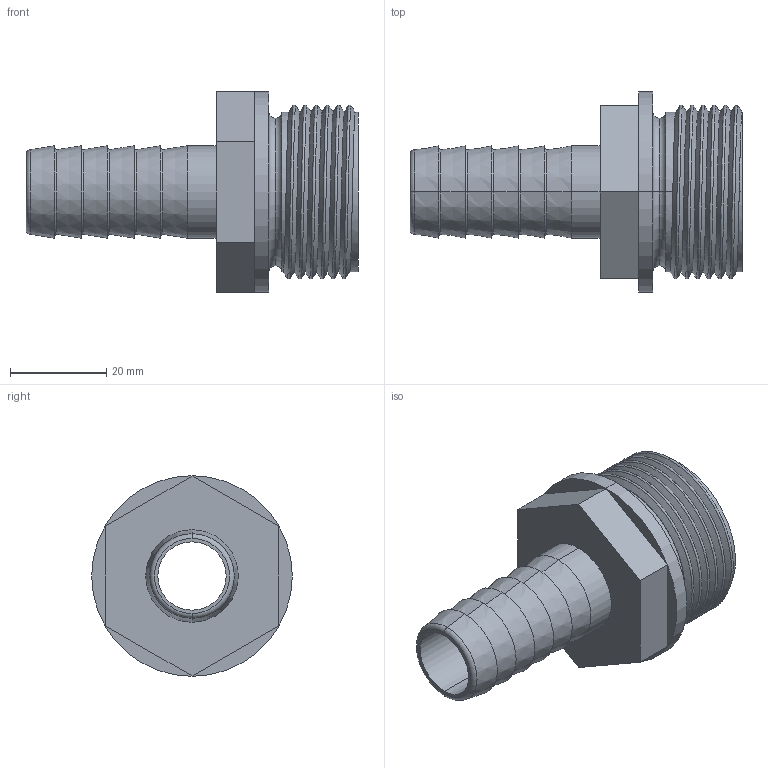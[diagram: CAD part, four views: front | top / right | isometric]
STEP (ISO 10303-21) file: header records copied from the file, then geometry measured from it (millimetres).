
FILE_DESCRIPTION (( 'STEP AP203' ), '1' );
FILE_NAME ('00130_0719.STEP', '2017-05-08T13:50:59', ( '' ), ( '' ), 'SwSTEP 2.0', 'SolidWorks 2011', '' );
FILE_SCHEMA (( 'CONFIG_CONTROL_DESIGN' ));
Length unit declared in the file: millimetre
Products named in the file (1): 00130_0719
Bounding box: 69 x 41.7 x 41.7 mm (x, y, z)
Volume: 20708.6 mm3; surface area: 13294.9 mm2
Topology: 1 solids, 1 shells, 67 faces, 145 edges, 89 vertices
Faces by surface type: plane 18, torus 17, cone 14, cylinder 13, bspline 5
Entity records: 3346 total; most frequent: CARTESIAN_POINT 1796, DIRECTION 334, ORIENTED_EDGE 290, EDGE_CURVE 145, AXIS2_PLACEMENT_3D 142, VERTEX_POINT 89, CIRCLE 79, EDGE_LOOP 78
